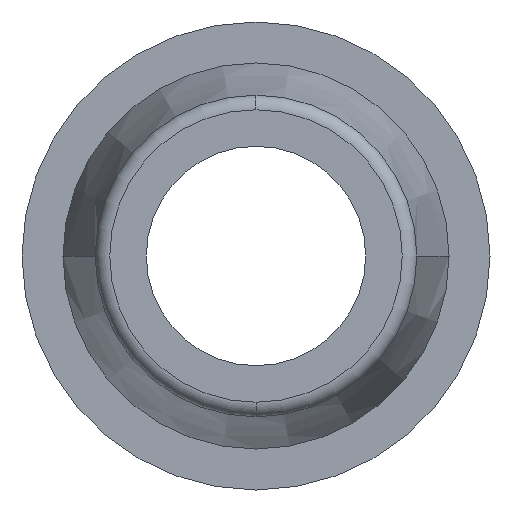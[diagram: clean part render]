
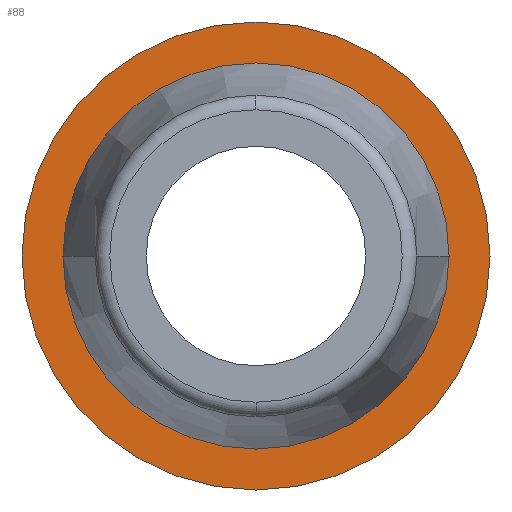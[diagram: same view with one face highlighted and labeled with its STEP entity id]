
A CAD part, front view. The second image highlights one B-rep face of the part: STEP entity #88.
In plain terms, the highlighted planar face has unit normal (0, -1, 0).
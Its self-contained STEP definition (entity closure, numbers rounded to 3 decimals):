
#88=ADVANCED_FACE('',(#220,#221),#222,.T.);
#220=FACE_OUTER_BOUND('',#399,.T.);
#221=FACE_BOUND('',#400,.T.);
#222=PLANE('',#401);
#399=EDGE_LOOP('',(#595,#596));
#400=EDGE_LOOP('',(#597,#598));
#401=AXIS2_PLACEMENT_3D('',#599,#600,#601);
#595=ORIENTED_EDGE('',*,*,#1016,.T.);
#596=ORIENTED_EDGE('',*,*,#1017,.T.);
#597=ORIENTED_EDGE('',*,*,#1018,.F.);
#598=ORIENTED_EDGE('',*,*,#1019,.F.);
#599=CARTESIAN_POINT('',(0.0,20.2,0.0));
#600=DIRECTION('',(0.0,-1.0,0.0));
#601=DIRECTION('',(-1.0,0.0,0.0));
#1016=EDGE_CURVE('',#1197,#1198,#1199,.T.);
#1017=EDGE_CURVE('',#1198,#1197,#1200,.T.);
#1018=EDGE_CURVE('',#1201,#1202,#1203,.T.);
#1019=EDGE_CURVE('',#1202,#1201,#1204,.T.);
#1197=VERTEX_POINT('',#1435);
#1198=VERTEX_POINT('',#1436);
#1199=CIRCLE('',#1437,8.0);
#1200=CIRCLE('',#1438,8.0);
#1201=VERTEX_POINT('',#1439);
#1202=VERTEX_POINT('',#1440);
#1203=CIRCLE('',#1441,6.6);
#1204=CIRCLE('',#1442,6.6);
#1435=CARTESIAN_POINT('',(8.0,20.2,0.0));
#1436=CARTESIAN_POINT('',(-8.0,20.2,0.));
#1437=AXIS2_PLACEMENT_3D('',#1705,#1706,#1707);
#1438=AXIS2_PLACEMENT_3D('',#1708,#1709,#1710);
#1439=CARTESIAN_POINT('',(-6.6,20.2,0.));
#1440=CARTESIAN_POINT('',(6.6,20.2,0.));
#1441=AXIS2_PLACEMENT_3D('',#1711,#1712,#1713);
#1442=AXIS2_PLACEMENT_3D('',#1714,#1715,#1716);
#1705=CARTESIAN_POINT('',(0.0,20.2,0.0));
#1706=DIRECTION('',(0.0,-1.0,0.0));
#1707=DIRECTION('',(1.0,0.0,0.0));
#1708=CARTESIAN_POINT('',(0.0,20.2,0.0));
#1709=DIRECTION('',(0.0,-1.0,0.0));
#1710=DIRECTION('',(1.0,0.0,0.0));
#1711=CARTESIAN_POINT('',(0.0,20.2,0.0));
#1712=DIRECTION('',(0.0,-1.0,0.0));
#1713=DIRECTION('',(1.0,0.0,0.0));
#1714=CARTESIAN_POINT('',(0.0,20.2,0.0));
#1715=DIRECTION('',(0.0,-1.0,0.0));
#1716=DIRECTION('',(1.0,0.0,0.0));
